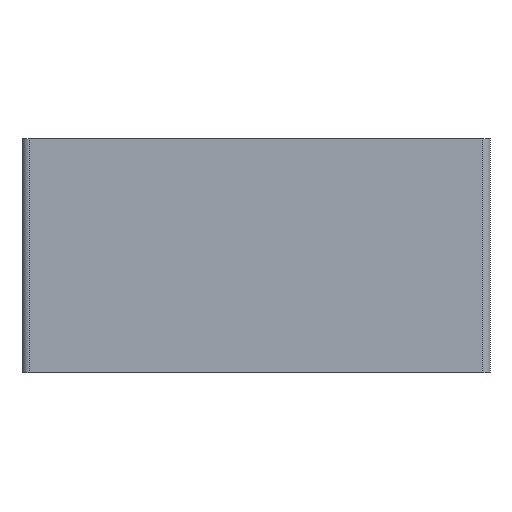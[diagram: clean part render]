
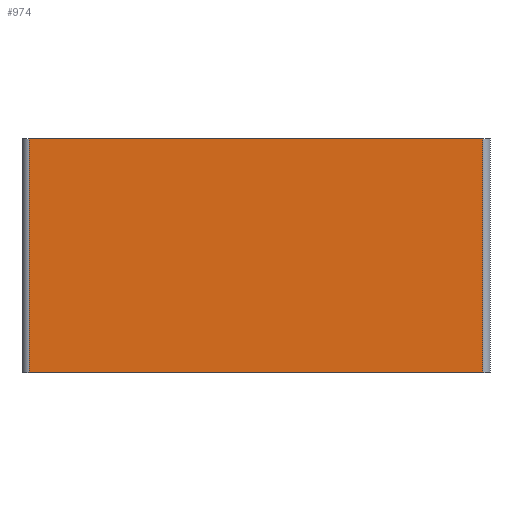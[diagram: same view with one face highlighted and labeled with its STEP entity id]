
A CAD part, left-side view. The second image highlights one B-rep face of the part: STEP entity #974.
In plain terms, the highlighted planar face has unit normal (-1, 0, 0).
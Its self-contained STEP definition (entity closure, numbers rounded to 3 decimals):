
#71=PLANE('',#1116);
#134=FACE_OUTER_BOUND('',#222,.T.);
#222=EDGE_LOOP('',(#855,#856,#857,#858));
#283=LINE('',#1678,#353);
#290=LINE('',#1695,#360);
#291=LINE('',#1698,#361);
#292=LINE('',#1699,#362);
#353=VECTOR('',#1392,10.);
#360=VECTOR('',#1413,10.);
#361=VECTOR('',#1416,10.);
#362=VECTOR('',#1417,10.);
#499=VERTEX_POINT('',#1675);
#500=VERTEX_POINT('',#1677);
#503=VERTEX_POINT('',#1693);
#504=VERTEX_POINT('',#1697);
#614=EDGE_CURVE('',#499,#500,#283,.T.);
#623=EDGE_CURVE('',#503,#500,#290,.T.);
#624=EDGE_CURVE('',#504,#503,#291,.T.);
#625=EDGE_CURVE('',#504,#499,#292,.T.);
#855=ORIENTED_EDGE('',*,*,#624,.T.);
#856=ORIENTED_EDGE('',*,*,#623,.T.);
#857=ORIENTED_EDGE('',*,*,#614,.F.);
#858=ORIENTED_EDGE('',*,*,#625,.F.);
#974=ADVANCED_FACE('',(#134),#71,.T.);
#1116=AXIS2_PLACEMENT_3D('',#1696,#1414,#1415);
#1392=DIRECTION('',(0.,-1.,0.));
#1413=DIRECTION('',(0.,0.,1.));
#1414=DIRECTION('center_axis',(-1.,0.,0.));
#1415=DIRECTION('ref_axis',(0.,-1.,0.));
#1416=DIRECTION('',(0.,-1.,0.));
#1417=DIRECTION('',(0.,0.,1.));
#1675=CARTESIAN_POINT('',(-100.,77.5,80.));
#1677=CARTESIAN_POINT('',(-100.,-77.5,80.));
#1678=CARTESIAN_POINT('',(-100.,77.5,80.));
#1693=CARTESIAN_POINT('',(-100.,-77.5,0.));
#1695=CARTESIAN_POINT('',(-100.,-77.5,0.));
#1696=CARTESIAN_POINT('Origin',(-100.,77.5,0.));
#1697=CARTESIAN_POINT('',(-100.,77.5,0.));
#1698=CARTESIAN_POINT('',(-100.,77.5,0.));
#1699=CARTESIAN_POINT('',(-100.,77.5,0.));
